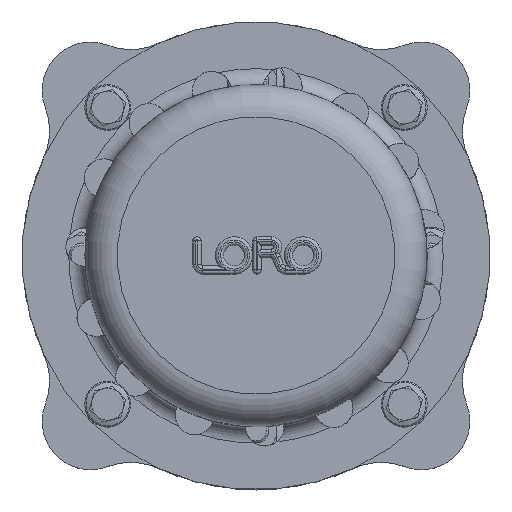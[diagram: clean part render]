
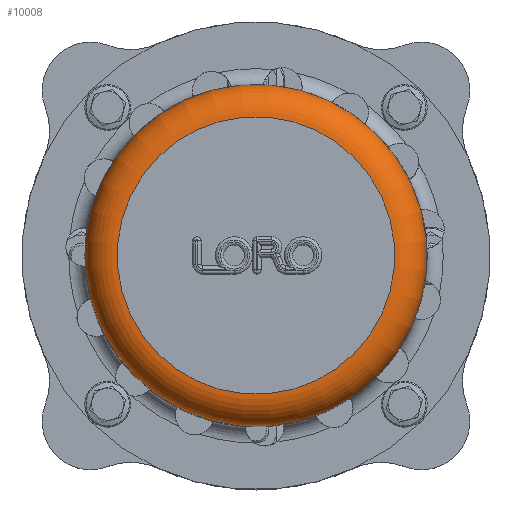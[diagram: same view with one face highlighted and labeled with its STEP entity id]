
A CAD part, top view. The second image highlights one B-rep face of the part: STEP entity #10008.
In plain terms, the highlighted toroidal (fillet/blend) face has major radius 430 mm and minor radius 100 mm.
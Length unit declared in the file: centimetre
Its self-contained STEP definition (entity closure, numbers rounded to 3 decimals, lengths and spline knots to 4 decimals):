
#2687=FACE_OUTER_BOUND('',#3325,.T.);
#3325=EDGE_LOOP('',(#9008,#9009,#9010,#9011));
#3854=CIRCLE('',#11072,53.);
#3855=CIRCLE('',#11073,10.);
#3856=CIRCLE('',#11074,43.);
#4823=VERTEX_POINT('',#21198);
#4824=VERTEX_POINT('',#21200);
#6292=EDGE_CURVE('',#4823,#4823,#3854,.T.);
#6293=EDGE_CURVE('',#4823,#4824,#3855,.T.);
#6294=EDGE_CURVE('',#4824,#4824,#3856,.T.);
#9008=ORIENTED_EDGE('',*,*,#6292,.T.);
#9009=ORIENTED_EDGE('',*,*,#6293,.T.);
#9010=ORIENTED_EDGE('',*,*,#6294,.T.);
#9011=ORIENTED_EDGE('',*,*,#6293,.F.);
#9464=TOROIDAL_SURFACE('',#11071,43.,10.);
#10008=ADVANCED_FACE('',(#2687),#9464,.T.);
#11071=AXIS2_PLACEMENT_3D('',#21197,#13652,#13653);
#11072=AXIS2_PLACEMENT_3D('',#21199,#13654,#13655);
#11073=AXIS2_PLACEMENT_3D('',#21201,#13656,#13657);
#11074=AXIS2_PLACEMENT_3D('',#21202,#13658,#13659);
#13652=DIRECTION('center_axis',(0.,0.,-1.));
#13653=DIRECTION('ref_axis',(-0.707,0.707,0.));
#13654=DIRECTION('center_axis',(0.,0.,1.));
#13655=DIRECTION('ref_axis',(0.707,-0.707,0.));
#13656=DIRECTION('center_axis',(-0.707,-0.707,0.));
#13657=DIRECTION('ref_axis',(0.707,-0.707,0.));
#13658=DIRECTION('center_axis',(0.,0.,-1.));
#13659=DIRECTION('ref_axis',(0.707,-0.707,0.));
#21197=CARTESIAN_POINT('Origin',(667.8647,428.4055,126.));
#21198=CARTESIAN_POINT('',(705.3413,390.9288,126.));
#21199=CARTESIAN_POINT('Origin',(667.8647,428.4055,126.));
#21200=CARTESIAN_POINT('',(698.2702,397.9999,136.));
#21201=CARTESIAN_POINT('Origin',(698.2702,397.9999,126.));
#21202=CARTESIAN_POINT('Origin',(667.8647,428.4055,136.));
